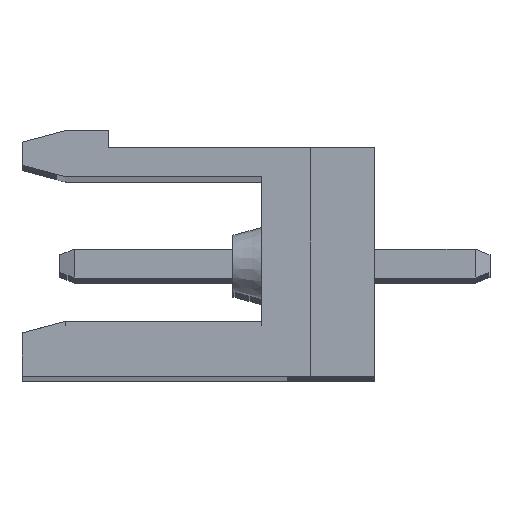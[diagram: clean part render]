
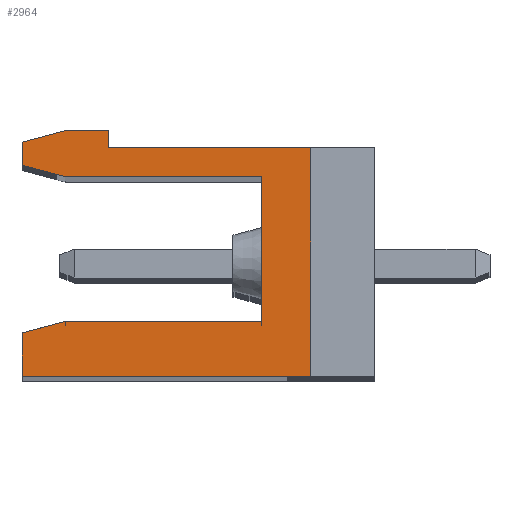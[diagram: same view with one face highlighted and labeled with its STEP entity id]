
A CAD part, top view. The second image highlights one B-rep face of the part: STEP entity #2964.
In plain terms, the highlighted planar face has unit normal (0, 0, 1).
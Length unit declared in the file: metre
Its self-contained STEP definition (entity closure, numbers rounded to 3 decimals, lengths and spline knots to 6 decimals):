
#2964=ADVANCED_FACE('',(#6155),#6156,.F.);
#6155=FACE_OUTER_BOUND('',#9475,.T.);
#6156=PLANE('',#9476);
#9475=EDGE_LOOP('',(#18382,#18383,#18384,#18385,#18386,#18387,#18388,#18389,#18390,#18391,#18392,#18393,#18394));
#9476=AXIS2_PLACEMENT_3D('',#18395,#18396,#18397);
#18382=ORIENTED_EDGE('',*,*,#20263,.F.);
#18383=ORIENTED_EDGE('',*,*,#19994,.F.);
#18384=ORIENTED_EDGE('',*,*,#22891,.F.);
#18385=ORIENTED_EDGE('',*,*,#22899,.F.);
#18386=ORIENTED_EDGE('',*,*,#19919,.T.);
#18387=ORIENTED_EDGE('',*,*,#20252,.T.);
#18388=ORIENTED_EDGE('',*,*,#22871,.T.);
#18389=ORIENTED_EDGE('',*,*,#19585,.T.);
#18390=ORIENTED_EDGE('',*,*,#20267,.T.);
#18391=ORIENTED_EDGE('',*,*,#20271,.T.);
#18392=ORIENTED_EDGE('',*,*,#20355,.T.);
#18393=ORIENTED_EDGE('',*,*,#22859,.T.);
#18394=ORIENTED_EDGE('',*,*,#19686,.F.);
#18395=CARTESIAN_POINT('',(-0.0037,0.0069,1.56324));
#18396=DIRECTION('',(0.0,0.0,-1.0));
#18397=DIRECTION('',(0.0,-1.0,0.0));
#19585=EDGE_CURVE('',#23409,#23407,#23410,.T.);
#19686=EDGE_CURVE('',#23608,#23610,#23611,.T.);
#19919=EDGE_CURVE('',#24011,#24008,#24012,.T.);
#19994=EDGE_CURVE('',#24144,#24145,#24146,.T.);
#20252=EDGE_CURVE('',#24008,#24630,#24632,.T.);
#20263=EDGE_CURVE('',#24145,#23608,#24651,.T.);
#20267=EDGE_CURVE('',#23407,#24654,#24657,.T.);
#20271=EDGE_CURVE('',#24654,#24660,#24663,.T.);
#20355=EDGE_CURVE('',#24660,#24824,#24826,.T.);
#22859=EDGE_CURVE('',#24824,#23610,#28210,.T.);
#22871=EDGE_CURVE('',#24630,#23409,#28222,.T.);
#22891=EDGE_CURVE('',#28242,#24144,#28244,.T.);
#22899=EDGE_CURVE('',#24011,#28242,#28253,.T.);
#23407=VERTEX_POINT('',#28936);
#23409=VERTEX_POINT('',#28939);
#23410=LINE('',#28940,#28941);
#23608=VERTEX_POINT('',#29237);
#23610=VERTEX_POINT('',#29240);
#23611=LINE('',#29241,#29242);
#24008=VERTEX_POINT('',#29854);
#24011=VERTEX_POINT('',#29858);
#24012=LINE('',#29859,#29860);
#24144=VERTEX_POINT('',#30029);
#24145=VERTEX_POINT('',#30030);
#24146=LINE('',#30031,#30032);
#24630=VERTEX_POINT('',#30727);
#24632=LINE('',#30730,#30731);
#24651=LINE('',#30759,#30760);
#24654=VERTEX_POINT('',#30764);
#24657=LINE('',#30768,#30769);
#24660=VERTEX_POINT('',#30773);
#24663=LINE('',#30777,#30778);
#24824=VERTEX_POINT('',#31019);
#24826=LINE('',#31022,#31023);
#28210=LINE('',#36087,#36088);
#28222=LINE('',#36106,#36107);
#28242=VERTEX_POINT('',#36136);
#28244=LINE('',#36139,#36140);
#28253=LINE('',#36156,#36157);
#28936=CARTESIAN_POINT('',(-0.009,0.0079,1.56324));
#28939=CARTESIAN_POINT('',(-0.002,0.0079,1.56324));
#28940=CARTESIAN_POINT('',(-0.0022,0.0079,1.56324));
#28941=VECTOR('',#36848,1.0);
#29237=CARTESIAN_POINT('',(-0.010507,0.0069,1.56324));
#29240=CARTESIAN_POINT('',(-0.012,0.0073,1.56324));
#29241=CARTESIAN_POINT('',(-0.012,0.0073,1.56324));
#29242=VECTOR('',#36948,1.0);
#29854=CARTESIAN_POINT('',(-0.012,0.,1.56324));
#29858=CARTESIAN_POINT('',(-0.012,0.001498,1.56324));
#29859=CARTESIAN_POINT('',(-0.012,0.0082,1.56324));
#29860=VECTOR('',#37163,1.0);
#30029=CARTESIAN_POINT('',(-0.0037,0.0019,1.56324));
#30030=CARTESIAN_POINT('',(-0.0037,0.0069,1.56324));
#30031=CARTESIAN_POINT('',(-0.0037,0.0069,1.56324));
#30032=VECTOR('',#37288,1.0);
#30727=CARTESIAN_POINT('',(-0.002,0.,1.56324));
#30730=CARTESIAN_POINT('',(-0.012,0.,1.56324));
#30731=VECTOR('',#37600,1.0);
#30759=CARTESIAN_POINT('',(-0.010507,0.0069,1.56324));
#30760=VECTOR('',#37610,1.0);
#30764=CARTESIAN_POINT('',(-0.009,0.0085,1.56324));
#30768=CARTESIAN_POINT('',(-0.009,0.0081,1.56324));
#30769=VECTOR('',#37613,1.0);
#30773=CARTESIAN_POINT('',(-0.010507,0.0085,1.56324));
#30777=CARTESIAN_POINT('',(-0.009,0.0085,1.56324));
#30778=VECTOR('',#37616,1.0);
#31019=CARTESIAN_POINT('',(-0.012,0.0081,1.56324));
#31022=CARTESIAN_POINT('',(-0.010507,0.0085,1.56324));
#31023=VECTOR('',#37698,1.0);
#36087=CARTESIAN_POINT('',(-0.012,0.0082,1.56324));
#36088=VECTOR('',#39385,1.0);
#36106=CARTESIAN_POINT('',(-0.002,0.0079,1.56324));
#36107=VECTOR('',#39392,1.0);
#36136=CARTESIAN_POINT('',(-0.0105,0.0019,1.56324));
#36139=CARTESIAN_POINT('',(-0.0037,0.0019,1.56324));
#36140=VECTOR('',#39403,1.0);
#36156=CARTESIAN_POINT('',(-0.0105,0.0019,1.56324));
#36157=VECTOR('',#39408,1.0);
#36848=DIRECTION('',(-1.0,0.0,0.0));
#36948=DIRECTION('',(-0.966,0.259,0.0));
#37163=DIRECTION('',(0.0,-1.0,0.0));
#37288=DIRECTION('',(0.,1.0,0.0));
#37600=DIRECTION('',(1.0,0.0,0.0));
#37610=DIRECTION('',(-1.0,0.0,0.0));
#37613=DIRECTION('',(0.,1.0,0.0));
#37616=DIRECTION('',(-1.0,0.0,0.0));
#37698=DIRECTION('',(-0.966,-0.259,0.0));
#39385=DIRECTION('',(0.0,-1.0,0.0));
#39392=DIRECTION('',(0.0,1.0,0.0));
#39403=DIRECTION('',(1.0,0.0,0.0));
#39408=DIRECTION('',(0.966,0.259,0.0));
